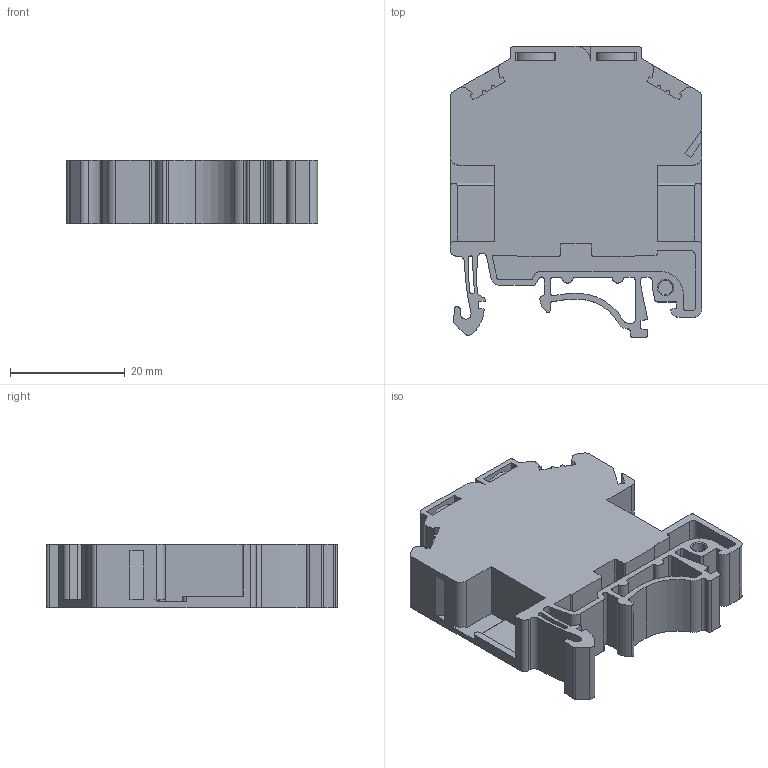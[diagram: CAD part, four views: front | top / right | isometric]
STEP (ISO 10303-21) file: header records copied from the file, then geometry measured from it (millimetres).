
FILE_DESCRIPTION((''),'2;1');
FILE_NAME('8YB754748_','2021-09-01T',('ASUS'),(''),'PRO/ENGINEER BY PARAMETRIC TECHNOLOGY CORPORATION, 2013230','PRO/ENGINEER BY PARAMETRIC TECHNOLOGY CORPORATION, 2013230','');
FILE_SCHEMA(('CONFIG_CONTROL_DESIGN'));
Length unit declared in the file: millimetre
Products named in the file (1): 8YB754748_
Bounding box: 43.8 x 50.75 x 11 mm (x, y, z)
Volume: 15187.1 mm3; surface area: 8784.2 mm2
Topology: 1 solids, 5 shells, 337 faces, 936 edges, 621 vertices
Faces by surface type: plane 217, cylinder 111, cone 5, torus 4
Entity records: 10821 total; most frequent: CARTESIAN_POINT 1902, ORIENTED_EDGE 1872, DIRECTION 1845, EDGE_CURVE 936, VECTOR 697, LINE 697, VERTEX_POINT 621, AXIS2_PLACEMENT_3D 574
